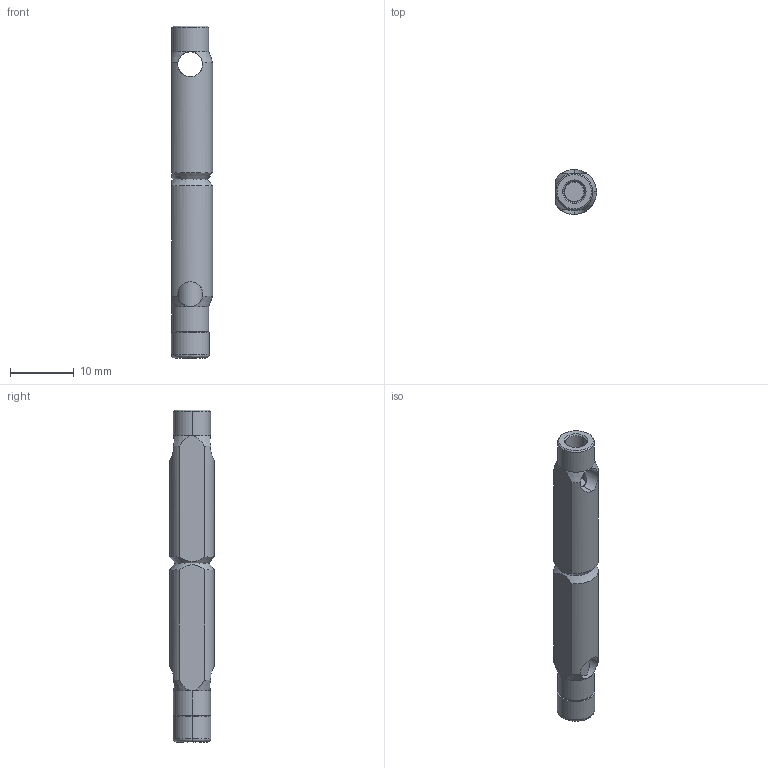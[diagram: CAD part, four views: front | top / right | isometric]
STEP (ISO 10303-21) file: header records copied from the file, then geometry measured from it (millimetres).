
FILE_DESCRIPTION (( 'STEP AP214' ), '1' );
FILE_NAME ('FIXE05E1507-Fixation automatique 5 double -2 douilles + vis.step', '2023-03-24T09:58:40', ( 'Altae' ), ( '' ), 'SwSTEP 2.0', 'SolidWorks 2021', '' );
FILE_SCHEMA (( 'AUTOMOTIVE_DESIGN' ));
Length unit declared in the file: millimetre
Products named in the file (1): FIXE05E1507-Fixation automatique 5 double -2 douilles + vis
Bounding box: 6.45 x 7 x 52 mm (x, y, z)
Volume: 1614.7 mm3; surface area: 2274 mm2
Topology: 3 solids, 3 shells, 92 faces, 243 edges, 152 vertices
Faces by surface type: plane 45, cylinder 23, cone 22, bspline 2
Entity records: 3505 total; most frequent: CARTESIAN_POINT 1258, ORIENTED_EDGE 486, DIRECTION 419, EDGE_CURVE 243, AXIS2_PLACEMENT_3D 153, VERTEX_POINT 152, VECTOR 113, LINE 113
